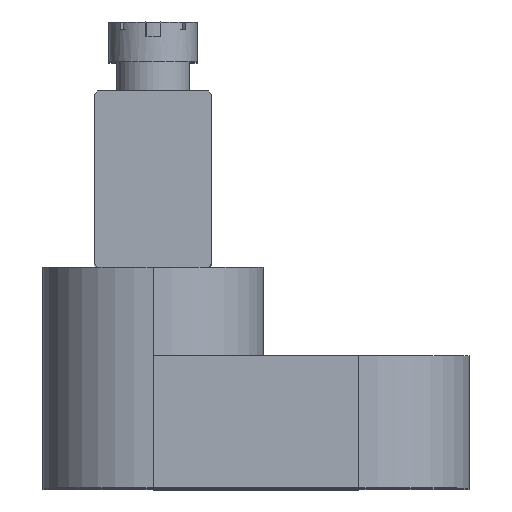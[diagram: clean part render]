
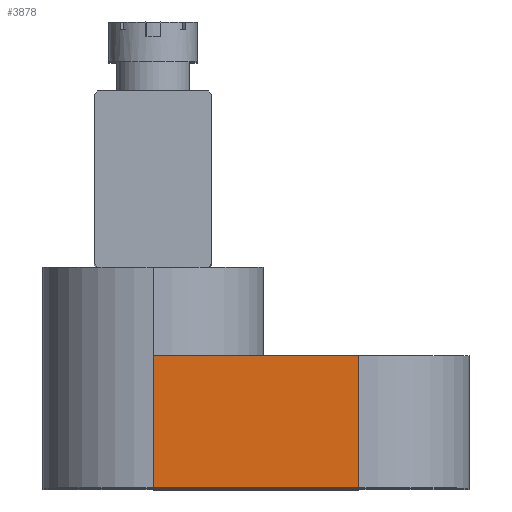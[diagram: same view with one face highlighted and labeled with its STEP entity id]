
A CAD part, top view. The second image highlights one B-rep face of the part: STEP entity #3878.
In plain terms, the highlighted planar face has unit normal (0, 0, 1).
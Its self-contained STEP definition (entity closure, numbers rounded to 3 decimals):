
#12 = ORIENTED_EDGE ( 'NONE', *, *, #5097, .T. ) ;
#740 = VERTEX_POINT ( 'NONE', #2629 ) ;
#1003 = VECTOR ( 'NONE', #4269, 1000. ) ;
#1669 = CARTESIAN_POINT ( 'NONE',  ( -7., -10.607, 7.5 ) ) ;
#1671 = VERTEX_POINT ( 'NONE', #4932 ) ;
#1685 = LINE ( 'NONE', #5490, #3988 ) ;
#1786 = VERTEX_POINT ( 'NONE', #3308 ) ;
#1867 = CARTESIAN_POINT ( 'NONE',  ( -14.5, 0., 7.5 ) ) ;
#1899 = EDGE_CURVE ( 'NONE', #2632, #1786, #3324, .T. ) ;
#2224 = VECTOR ( 'NONE', #3509, 1000. ) ;
#2313 = LINE ( 'NONE', #1867, #3448 ) ;
#2332 = ORIENTED_EDGE ( 'NONE', *, *, #1899, .F. ) ;
#2466 = DIRECTION ( 'NONE',  ( 1., 0., 0. ) ) ;
#2588 = EDGE_CURVE ( 'NONE', #2632, #740, #2313, .T. ) ;
#2629 = CARTESIAN_POINT ( 'NONE',  ( 7., 0., 7.5 ) ) ;
#2632 = VERTEX_POINT ( 'NONE', #4460 ) ;
#2898 = EDGE_CURVE ( 'NONE', #1786, #1671, #1685, .T. ) ;
#3235 = FACE_OUTER_BOUND ( 'NONE', #5416, .T. ) ;
#3308 = CARTESIAN_POINT ( 'NONE',  ( -7., 9., 7.5 ) ) ;
#3324 = LINE ( 'NONE', #1669, #1003 ) ;
#3448 = VECTOR ( 'NONE', #4441, 1000. ) ;
#3509 = DIRECTION ( 'NONE',  ( 0., 1., 0. ) ) ;
#3878 = ADVANCED_FACE ( 'NONE', ( #3235 ), #4983, .F. ) ;
#3947 = CARTESIAN_POINT ( 'NONE',  ( 7., -10.607, 7.5 ) ) ;
#3988 = VECTOR ( 'NONE', #2466, 1000. ) ;
#4138 = DIRECTION ( 'NONE',  ( 0., 0., -1. ) ) ;
#4251 = AXIS2_PLACEMENT_3D ( 'NONE', #4559, #4138, #5426 ) ;
#4269 = DIRECTION ( 'NONE',  ( 0., 1., 0. ) ) ;
#4297 = ORIENTED_EDGE ( 'NONE', *, *, #2588, .T. ) ;
#4376 = LINE ( 'NONE', #3947, #2224 ) ;
#4441 = DIRECTION ( 'NONE',  ( 1., 0., 0. ) ) ;
#4460 = CARTESIAN_POINT ( 'NONE',  ( -7., 0., 7.5 ) ) ;
#4559 = CARTESIAN_POINT ( 'NONE',  ( -14.5, 9., 7.5 ) ) ;
#4866 = ORIENTED_EDGE ( 'NONE', *, *, #2898, .F. ) ;
#4932 = CARTESIAN_POINT ( 'NONE',  ( 7., 9., 7.5 ) ) ;
#4983 = PLANE ( 'NONE',  #4251 ) ;
#5097 = EDGE_CURVE ( 'NONE', #740, #1671, #4376, .T. ) ;
#5416 = EDGE_LOOP ( 'NONE', ( #12, #4866, #2332, #4297 ) ) ;
#5426 = DIRECTION ( 'NONE',  ( -1., 0., 0. ) ) ;
#5490 = CARTESIAN_POINT ( 'NONE',  ( -14.5, 9., 7.5 ) ) ;
